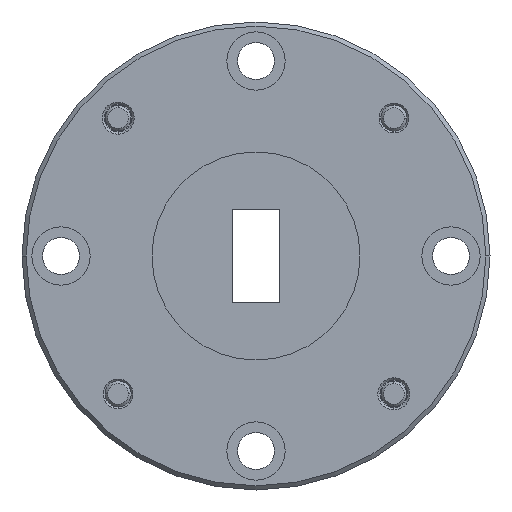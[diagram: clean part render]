
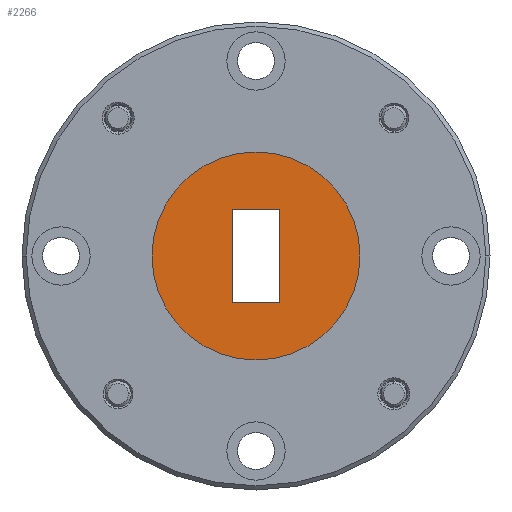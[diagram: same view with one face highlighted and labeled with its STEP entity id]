
A CAD part, left-side view. The second image highlights one B-rep face of the part: STEP entity #2266.
In plain terms, the highlighted planar face has unit normal (-1, 0, 0).
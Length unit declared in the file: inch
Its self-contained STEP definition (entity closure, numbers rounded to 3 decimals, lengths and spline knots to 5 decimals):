
#156 = VERTEX_POINT ( 'NONE', #3004 ) ;
#174 = EDGE_CURVE ( 'NONE', #3502, #3453, #2101, .T. ) ;
#225 = EDGE_CURVE ( 'NONE', #4224, #3092, #1027, .T. ) ;
#230 = ORIENTED_EDGE ( 'NONE', *, *, #560, .F. ) ;
#248 = DIRECTION ( 'NONE',  ( 0., 1., 0. ) ) ;
#395 = EDGE_CURVE ( 'NONE', #2335, #3502, #2707, .T. ) ;
#495 = CARTESIAN_POINT ( 'NONE',  ( 0., 0., 0. ) ) ;
#560 = EDGE_CURVE ( 'NONE', #3092, #4224, #1838, .T. ) ;
#605 = CARTESIAN_POINT ( 'NONE',  ( 0., 0., -0.112 ) ) ;
#708 = LINE ( 'NONE', #1768, #3167 ) ;
#738 = CARTESIAN_POINT ( 'NONE',  ( 0., 0., 0. ) ) ;
#828 = CARTESIAN_POINT ( 'NONE',  ( 0., 0., 0.112 ) ) ;
#861 = CARTESIAN_POINT ( 'NONE',  ( 0., -0.056, 0.112 ) ) ;
#1027 = CIRCLE ( 'NONE', #1712, 0.25 ) ;
#1140 = ORIENTED_EDGE ( 'NONE', *, *, #395, .T. ) ;
#1152 = DIRECTION ( 'NONE',  ( 0., 1., 0. ) ) ;
#1464 = FACE_BOUND ( 'NONE', #2542, .T. ) ;
#1559 = CARTESIAN_POINT ( 'NONE',  ( 0., -0.25, 0. ) ) ;
#1712 = AXIS2_PLACEMENT_3D ( 'NONE', #495, #2062, #1152 ) ;
#1721 = EDGE_CURVE ( 'NONE', #156, #2335, #708, .T. ) ;
#1728 = DIRECTION ( 'NONE',  ( 0., -1., 0. ) ) ;
#1751 = CARTESIAN_POINT ( 'NONE',  ( 0., 0.056, 0.112 ) ) ;
#1768 = CARTESIAN_POINT ( 'NONE',  ( 0., 0.056, 0. ) ) ;
#1786 = AXIS2_PLACEMENT_3D ( 'NONE', #1851, #2513, #2139 ) ;
#1838 = CIRCLE ( 'NONE', #1786, 0.25 ) ;
#1851 = CARTESIAN_POINT ( 'NONE',  ( 0., 0., 0. ) ) ;
#2062 = DIRECTION ( 'NONE',  ( 1., 0., 0. ) ) ;
#2101 = LINE ( 'NONE', #3600, #3643 ) ;
#2139 = DIRECTION ( 'NONE',  ( 0., 1., 0. ) ) ;
#2266 = ADVANCED_FACE ( 'NONE', ( #2446, #1464 ), #3051, .T. ) ;
#2335 = VERTEX_POINT ( 'NONE', #1751 ) ;
#2404 = AXIS2_PLACEMENT_3D ( 'NONE', #738, #3736, #1728 ) ;
#2446 = FACE_OUTER_BOUND ( 'NONE', #2573, .T. ) ;
#2464 = ORIENTED_EDGE ( 'NONE', *, *, #225, .F. ) ;
#2508 = VECTOR ( 'NONE', #3150, 39.37008 ) ;
#2513 = DIRECTION ( 'NONE',  ( 1., 0., 0. ) ) ;
#2542 = EDGE_LOOP ( 'NONE', ( #3356, #2683, #1140, #3134 ) ) ;
#2573 = EDGE_LOOP ( 'NONE', ( #230, #2464 ) ) ;
#2683 = ORIENTED_EDGE ( 'NONE', *, *, #1721, .T. ) ;
#2707 = LINE ( 'NONE', #828, #2508 ) ;
#2977 = CARTESIAN_POINT ( 'NONE',  ( 0., 0.25, 0. ) ) ;
#3004 = CARTESIAN_POINT ( 'NONE',  ( 0., 0.056, -0.112 ) ) ;
#3051 = PLANE ( 'NONE',  #2404 ) ;
#3092 = VERTEX_POINT ( 'NONE', #2977 ) ;
#3122 = LINE ( 'NONE', #605, #3894 ) ;
#3133 = EDGE_CURVE ( 'NONE', #3453, #156, #3122, .T. ) ;
#3134 = ORIENTED_EDGE ( 'NONE', *, *, #174, .T. ) ;
#3150 = DIRECTION ( 'NONE',  ( 0., -1., 0. ) ) ;
#3167 = VECTOR ( 'NONE', #3405, 39.37008 ) ;
#3332 = DIRECTION ( 'NONE',  ( 0., 0., -1. ) ) ;
#3356 = ORIENTED_EDGE ( 'NONE', *, *, #3133, .T. ) ;
#3405 = DIRECTION ( 'NONE',  ( 0., 0., 1. ) ) ;
#3453 = VERTEX_POINT ( 'NONE', #4001 ) ;
#3502 = VERTEX_POINT ( 'NONE', #861 ) ;
#3600 = CARTESIAN_POINT ( 'NONE',  ( 0., -0.056, 0. ) ) ;
#3643 = VECTOR ( 'NONE', #3332, 39.37008 ) ;
#3736 = DIRECTION ( 'NONE',  ( -1., 0., 0. ) ) ;
#3894 = VECTOR ( 'NONE', #248, 39.37008 ) ;
#4001 = CARTESIAN_POINT ( 'NONE',  ( 0., -0.056, -0.112 ) ) ;
#4224 = VERTEX_POINT ( 'NONE', #1559 ) ;
